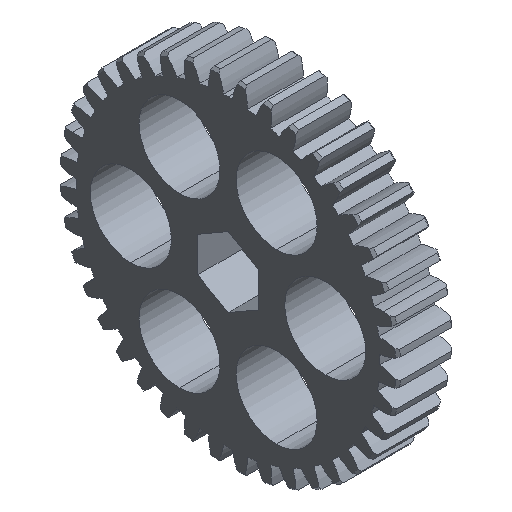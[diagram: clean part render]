
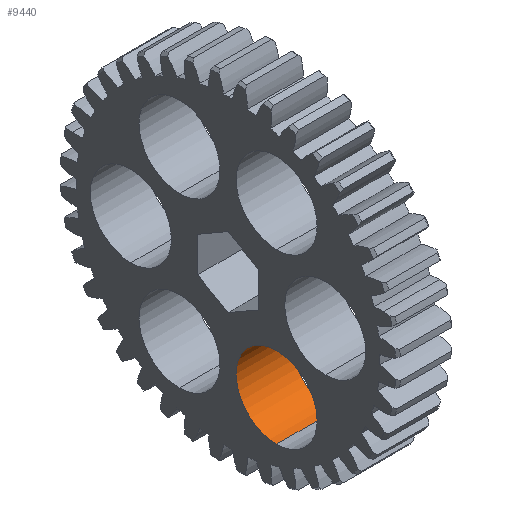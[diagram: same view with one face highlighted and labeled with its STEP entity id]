
A CAD part, isometric view. The second image highlights one B-rep face of the part: STEP entity #9440.
In plain terms, the highlighted cylindrical face has radius 6.35 mm (diameter 12.7 mm), a partial arc.
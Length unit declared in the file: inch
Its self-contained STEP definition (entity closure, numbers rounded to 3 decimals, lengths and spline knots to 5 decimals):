
#416 = LINE ( 'NONE', #7426, #2726 ) ;
#543 = VERTEX_POINT ( 'NONE', #2507 ) ;
#796 = ORIENTED_EDGE ( 'NONE', *, *, #8528, .T. ) ;
#914 = CARTESIAN_POINT ( 'NONE',  ( 0., -0.3, -0.51962 ) ) ;
#1034 = DIRECTION ( 'NONE',  ( 1., 0., 0. ) ) ;
#1215 = DIRECTION ( 'NONE',  ( 1., 0., 0. ) ) ;
#1847 = CARTESIAN_POINT ( 'NONE',  ( 0.345, -0.3, -0.26962 ) ) ;
#1967 = ORIENTED_EDGE ( 'NONE', *, *, #4083, .F. ) ;
#2470 = DIRECTION ( 'NONE',  ( 1., 0., 0. ) ) ;
#2507 = CARTESIAN_POINT ( 'NONE',  ( 0., -0.3, -0.76962 ) ) ;
#2726 = VECTOR ( 'NONE', #1215, 39.37008 ) ;
#2892 = CARTESIAN_POINT ( 'NONE',  ( 0., -0.3, -0.26962 ) ) ;
#3067 = AXIS2_PLACEMENT_3D ( 'NONE', #914, #2470, #7914 ) ;
#3226 = LINE ( 'NONE', #8509, #7093 ) ;
#3460 = VERTEX_POINT ( 'NONE', #7467 ) ;
#3796 = CIRCLE ( 'NONE', #7663, 0.25 ) ;
#4083 = EDGE_CURVE ( 'NONE', #543, #7278, #7873, .T. ) ;
#4469 = CARTESIAN_POINT ( 'NONE',  ( 0., -0.3, -0.51962 ) ) ;
#5252 = DIRECTION ( 'NONE',  ( 0., 0., -1. ) ) ;
#5677 = CARTESIAN_POINT ( 'NONE',  ( 0.345, -0.3, -0.51962 ) ) ;
#6227 = DIRECTION ( 'NONE',  ( 1., 0., 0. ) ) ;
#6253 = EDGE_CURVE ( 'NONE', #543, #3460, #416, .T. ) ;
#6350 = AXIS2_PLACEMENT_3D ( 'NONE', #4469, #9858, #5252 ) ;
#6458 = DIRECTION ( 'NONE',  ( 0., 0., -1. ) ) ;
#6513 = CYLINDRICAL_SURFACE ( 'NONE', #3067, 0.25 ) ;
#6765 = FACE_OUTER_BOUND ( 'NONE', #7477, .T. ) ;
#7036 = VERTEX_POINT ( 'NONE', #1847 ) ;
#7093 = VECTOR ( 'NONE', #6227, 39.37008 ) ;
#7278 = VERTEX_POINT ( 'NONE', #2892 ) ;
#7368 = ORIENTED_EDGE ( 'NONE', *, *, #6253, .T. ) ;
#7426 = CARTESIAN_POINT ( 'NONE',  ( 0., -0.3, -0.76962 ) ) ;
#7447 = EDGE_CURVE ( 'NONE', #7278, #7036, #3226, .T. ) ;
#7467 = CARTESIAN_POINT ( 'NONE',  ( 0.345, -0.3, -0.76962 ) ) ;
#7477 = EDGE_LOOP ( 'NONE', ( #9274, #1967, #7368, #796 ) ) ;
#7663 = AXIS2_PLACEMENT_3D ( 'NONE', #5677, #1034, #6458 ) ;
#7873 = CIRCLE ( 'NONE', #6350, 0.25 ) ;
#7914 = DIRECTION ( 'NONE',  ( 0., 0., -1. ) ) ;
#8509 = CARTESIAN_POINT ( 'NONE',  ( 0., -0.3, -0.26962 ) ) ;
#8528 = EDGE_CURVE ( 'NONE', #3460, #7036, #3796, .T. ) ;
#9274 = ORIENTED_EDGE ( 'NONE', *, *, #7447, .F. ) ;
#9440 = ADVANCED_FACE ( 'NONE', ( #6765 ), #6513, .F. ) ;
#9858 = DIRECTION ( 'NONE',  ( 1., 0., 0. ) ) ;
